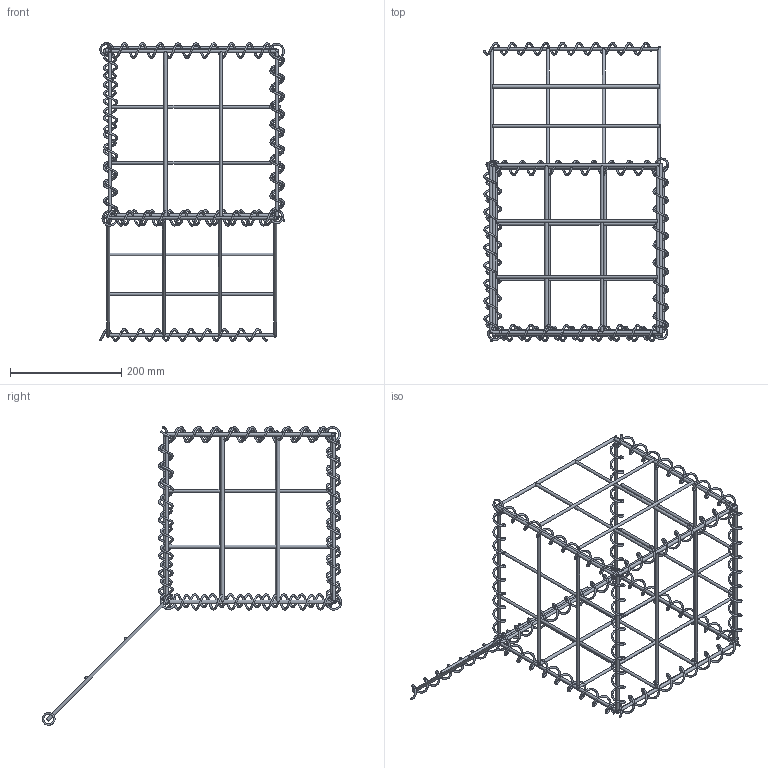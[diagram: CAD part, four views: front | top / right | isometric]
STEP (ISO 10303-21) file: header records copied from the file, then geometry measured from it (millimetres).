
FILE_DESCRIPTION (( 'STEP AP214' ), '1' );
FILE_NAME ('Basket 1.STEP', '2024-11-08T15:21:06', ( '' ), ( '' ), 'SwSTEP 2.0', 'SolidWorks 2022', '' );
FILE_SCHEMA (( 'AUTOMOTIVE_DESIGN' ));
Length unit declared in the file: millimetre
Products named in the file (5): spiral; Basket 1; 3DSketch; Top Door_Default<As Machined>; Side Wall Basket 3_Default<As Machined>
Assembly tree (8 placements, depth 2):
  Basket 1
    Side Wall Basket 3_Default<As Machined>  x5
    spiral  x2
    Top Door_Default<As Machined>
  3DSketch
Bounding box: 332.6 x 537.61 x 536.22 mm (x, y, z)
Volume: 402645.4 mm3; surface area: 334868.6 mm2
Topology: 60 solids, 60 shells, 180 faces, 240 edges, 180 vertices
Faces by surface type: cylinder 96, plane 72, bspline 12
Full cylindrical faces by diameter (mm): 5.5 x48
Entity records: 10929 total; most frequent: CARTESIAN_POINT 9782, DIRECTION 174, ORIENTED_EDGE 108, AXIS2_PLACEMENT_3D 87, FACE_OUTER_BOUND 76, EDGE_LOOP 76, ADVANCED_FACE 57, EDGE_CURVE 54
